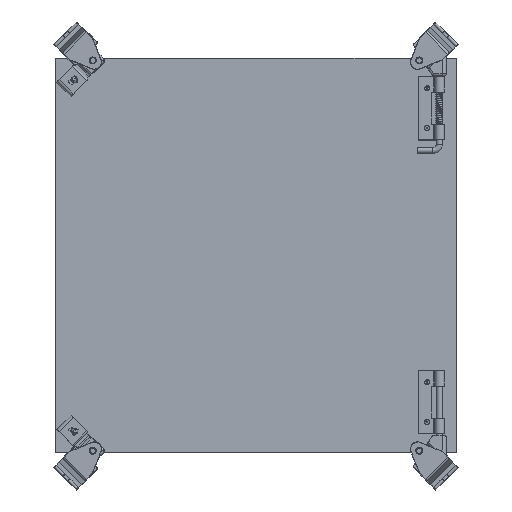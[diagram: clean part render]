
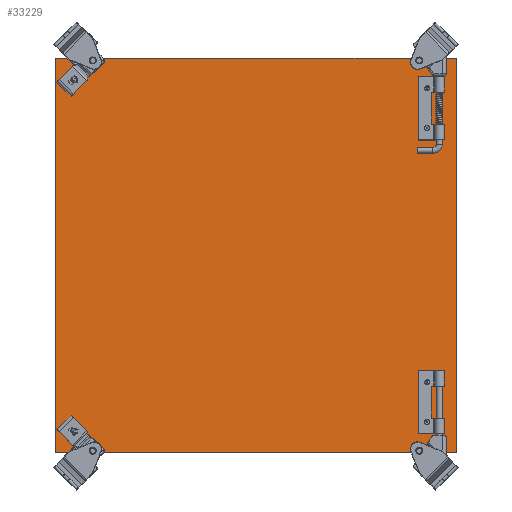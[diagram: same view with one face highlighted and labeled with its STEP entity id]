
A CAD part, top view. The second image highlights one B-rep face of the part: STEP entity #33229.
In plain terms, the highlighted planar face has unit normal (0.002, 0, 1).
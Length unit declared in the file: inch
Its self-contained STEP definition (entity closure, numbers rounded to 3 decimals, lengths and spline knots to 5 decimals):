
#2449 = ORIENTED_EDGE ( 'NONE', *, *, #72180, .F. ) ;
#2895 = DIRECTION ( 'NONE',  ( -1., 0., 0.002 ) ) ;
#3402 = EDGE_LOOP ( 'NONE', ( #17613 ) ) ;
#4269 = FACE_BOUND ( 'NONE', #54481, .T. ) ;
#4305 = AXIS2_PLACEMENT_3D ( 'NONE', #6682, #77170, #32295 ) ;
#5537 = CARTESIAN_POINT ( 'NONE',  ( -0.00235, 0.01698, -2.32549 ) ) ;
#5613 = DIRECTION ( 'NONE',  ( 0.002, 0., 1. ) ) ;
#6682 = CARTESIAN_POINT ( 'NONE',  ( 5.36889, 5.25478, -2.33523 ) ) ;
#8552 = VERTEX_POINT ( 'NONE', #66638 ) ;
#8924 = EDGE_CURVE ( 'NONE', #82876, #8552, #66885, .T. ) ;
#9025 = CARTESIAN_POINT ( 'NONE',  ( -5.69129, 5.52648, -2.31516 ) ) ;
#10211 = VERTEX_POINT ( 'NONE', #29574 ) ;
#10560 = PLANE ( 'NONE',  #75313 ) ;
#10831 = DIRECTION ( 'NONE',  ( -1., 0., 0.002 ) ) ;
#11406 = FACE_BOUND ( 'NONE', #21483, .T. ) ;
#12555 = LINE ( 'NONE', #76746, #72508 ) ;
#12915 = VERTEX_POINT ( 'NONE', #81751 ) ;
#12968 = DIRECTION ( 'NONE',  ( -1., 0., 0.002 ) ) ;
#14818 = EDGE_CURVE ( 'NONE', #12915, #12915, #18910, .T. ) ;
#15076 = DIRECTION ( 'NONE',  ( 0., -1., 0. ) ) ;
#16374 = CIRCLE ( 'NONE', #63284, 0.125 ) ;
#16388 = EDGE_LOOP ( 'NONE', ( #20026 ) ) ;
#16404 = CIRCLE ( 'NONE', #68677, 0.125 ) ;
#17436 = ORIENTED_EDGE ( 'NONE', *, *, #14818, .F. ) ;
#17613 = ORIENTED_EDGE ( 'NONE', *, *, #51623, .F. ) ;
#17908 = CARTESIAN_POINT ( 'NONE',  ( 5.29889, -3.97082, -2.33511 ) ) ;
#18910 = CIRCLE ( 'NONE', #21591, 0.07 ) ;
#20026 = ORIENTED_EDGE ( 'NONE', *, *, #34169, .F. ) ;
#20652 = EDGE_CURVE ( 'NONE', #8552, #61420, #35095, .T. ) ;
#21483 = EDGE_LOOP ( 'NONE', ( #71003 ) ) ;
#21591 = AXIS2_PLACEMENT_3D ( 'NONE', #63114, #5613, #50533 ) ;
#21678 = VERTEX_POINT ( 'NONE', #48740 ) ;
#22734 = EDGE_LOOP ( 'NONE', ( #58088 ) ) ;
#22811 = DIRECTION ( 'NONE',  ( -1., 0., 0.002 ) ) ;
#23305 = DIRECTION ( 'NONE',  ( -1., 0., 0.002 ) ) ;
#29128 = CARTESIAN_POINT ( 'NONE',  ( 5.36889, -3.97082, -2.33523 ) ) ;
#29574 = CARTESIAN_POINT ( 'NONE',  ( 5.29889, 4.00478, -2.33511 ) ) ;
#31356 = AXIS2_PLACEMENT_3D ( 'NONE', #29128, #54673, #22811 ) ;
#31439 = CARTESIAN_POINT ( 'NONE',  ( 5.36889, 4.00478, -2.33523 ) ) ;
#32295 = DIRECTION ( 'NONE',  ( -1., 0., 0.002 ) ) ;
#33229 = ADVANCED_FACE ( 'NONE', ( #35781, #63034, #11406, #61351, #4269, #37042, #68060 ), #10560, .F. ) ;
#34169 = EDGE_CURVE ( 'NONE', #51021, #51021, #16404, .T. ) ;
#34323 = EDGE_LOOP ( 'NONE', ( #17436 ) ) ;
#35095 = LINE ( 'NONE', #79137, #56940 ) ;
#35165 = EDGE_CURVE ( 'NONE', #74914, #74914, #48698, .T. ) ;
#35781 = FACE_BOUND ( 'NONE', #34323, .T. ) ;
#36499 = CIRCLE ( 'NONE', #4305, 0.07 ) ;
#36687 = CARTESIAN_POINT ( 'NONE',  ( -6.28359, 0.01698, -2.31409 ) ) ;
#37042 = FACE_BOUND ( 'NONE', #16388, .T. ) ;
#37628 = CARTESIAN_POINT ( 'NONE',  ( -5.81629, 5.52648, -2.31494 ) ) ;
#40046 = AXIS2_PLACEMENT_3D ( 'NONE', #31439, #57390, #10831 ) ;
#40574 = DIRECTION ( 'NONE',  ( 1., 0., -0.002 ) ) ;
#41315 = DIRECTION ( 'NONE',  ( 0., 1., 0. ) ) ;
#45106 = ORIENTED_EDGE ( 'NONE', *, *, #20652, .F. ) ;
#46569 = CIRCLE ( 'NONE', #40046, 0.07 ) ;
#46747 = EDGE_CURVE ( 'NONE', #10211, #10211, #46569, .T. ) ;
#46983 = LINE ( 'NONE', #72531, #61885 ) ;
#47097 = VERTEX_POINT ( 'NONE', #66390 ) ;
#48698 = CIRCLE ( 'NONE', #31356, 0.07 ) ;
#48740 = CARTESIAN_POINT ( 'NONE',  ( 6.27889, -6.17052, -2.33689 ) ) ;
#49198 = DIRECTION ( 'NONE',  ( -1., 0., 0.002 ) ) ;
#50259 = EDGE_LOOP ( 'NONE', ( #81598, #2449, #45106, #61362 ) ) ;
#50475 = EDGE_CURVE ( 'NONE', #21678, #82876, #12555, .T. ) ;
#50533 = DIRECTION ( 'NONE',  ( -1., 0., 0.002 ) ) ;
#51021 = VERTEX_POINT ( 'NONE', #37628 ) ;
#51623 = EDGE_CURVE ( 'NONE', #60996, #60996, #36499, .T. ) ;
#54481 = EDGE_LOOP ( 'NONE', ( #75962 ) ) ;
#54673 = DIRECTION ( 'NONE',  ( 0.002, 0., 1. ) ) ;
#56122 = CARTESIAN_POINT ( 'NONE',  ( 6.27889, 6.20448, -2.33689 ) ) ;
#56940 = VECTOR ( 'NONE', #40574, 39.37008 ) ;
#57390 = DIRECTION ( 'NONE',  ( 0.002, 0., 1. ) ) ;
#57481 = CARTESIAN_POINT ( 'NONE',  ( -6.28359, -6.17052, -2.31409 ) ) ;
#58088 = ORIENTED_EDGE ( 'NONE', *, *, #35165, .F. ) ;
#58775 = VECTOR ( 'NONE', #41315, 39.37008 ) ;
#60211 = DIRECTION ( 'NONE',  ( 0.002, 0., 1. ) ) ;
#60366 = CARTESIAN_POINT ( 'NONE',  ( -5.69129, -5.49252, -2.31516 ) ) ;
#60996 = VERTEX_POINT ( 'NONE', #66883 ) ;
#61203 = DIRECTION ( 'NONE',  ( 0.002, 0., 1. ) ) ;
#61351 = FACE_BOUND ( 'NONE', #3402, .T. ) ;
#61362 = ORIENTED_EDGE ( 'NONE', *, *, #8924, .F. ) ;
#61420 = VERTEX_POINT ( 'NONE', #56122 ) ;
#61760 = DIRECTION ( 'NONE',  ( -0.002, 0., -1. ) ) ;
#61885 = VECTOR ( 'NONE', #15076, 39.37008 ) ;
#63034 = FACE_BOUND ( 'NONE', #22734, .T. ) ;
#63114 = CARTESIAN_POINT ( 'NONE',  ( 5.36889, -5.22082, -2.33523 ) ) ;
#63284 = AXIS2_PLACEMENT_3D ( 'NONE', #60366, #61203, #2895 ) ;
#66390 = CARTESIAN_POINT ( 'NONE',  ( -5.81629, -5.49252, -2.31494 ) ) ;
#66638 = CARTESIAN_POINT ( 'NONE',  ( -6.28359, 6.20448, -2.31409 ) ) ;
#66883 = CARTESIAN_POINT ( 'NONE',  ( 5.29889, 5.25478, -2.33511 ) ) ;
#66885 = LINE ( 'NONE', #36687, #58775 ) ;
#68060 = FACE_OUTER_BOUND ( 'NONE', #50259, .T. ) ;
#68677 = AXIS2_PLACEMENT_3D ( 'NONE', #9025, #60211, #23305 ) ;
#71003 = ORIENTED_EDGE ( 'NONE', *, *, #46747, .F. ) ;
#72140 = EDGE_CURVE ( 'NONE', #47097, #47097, #16374, .T. ) ;
#72180 = EDGE_CURVE ( 'NONE', #61420, #21678, #46983, .T. ) ;
#72508 = VECTOR ( 'NONE', #12968, 39.37008 ) ;
#72531 = CARTESIAN_POINT ( 'NONE',  ( 6.27889, 0.01698, -2.33689 ) ) ;
#74914 = VERTEX_POINT ( 'NONE', #17908 ) ;
#75313 = AXIS2_PLACEMENT_3D ( 'NONE', #5537, #61760, #49198 ) ;
#75962 = ORIENTED_EDGE ( 'NONE', *, *, #72140, .F. ) ;
#76746 = CARTESIAN_POINT ( 'NONE',  ( -0.00235, -6.17052, -2.32549 ) ) ;
#77170 = DIRECTION ( 'NONE',  ( 0.002, 0., 1. ) ) ;
#79137 = CARTESIAN_POINT ( 'NONE',  ( -0.00235, 6.20448, -2.32549 ) ) ;
#81598 = ORIENTED_EDGE ( 'NONE', *, *, #50475, .F. ) ;
#81751 = CARTESIAN_POINT ( 'NONE',  ( 5.29889, -5.22082, -2.33511 ) ) ;
#82876 = VERTEX_POINT ( 'NONE', #57481 ) ;
